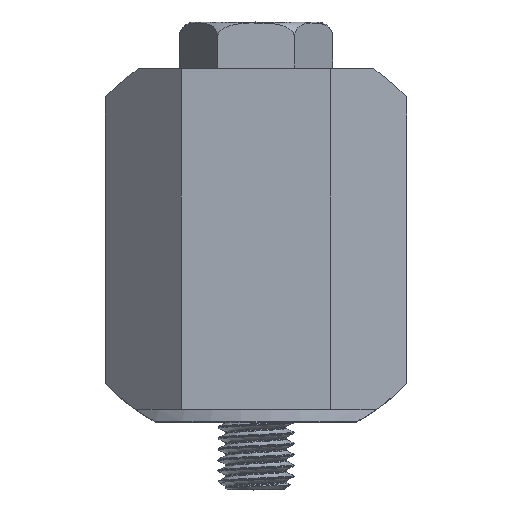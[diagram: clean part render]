
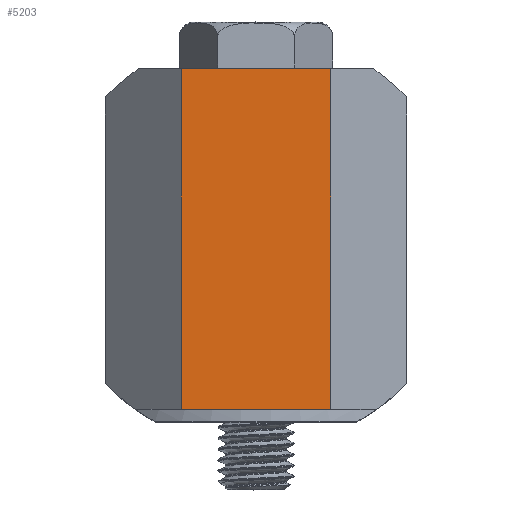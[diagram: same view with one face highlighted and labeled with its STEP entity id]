
A CAD part, top view. The second image highlights one B-rep face of the part: STEP entity #5203.
In plain terms, the highlighted planar face has unit normal (0, 0, 1).
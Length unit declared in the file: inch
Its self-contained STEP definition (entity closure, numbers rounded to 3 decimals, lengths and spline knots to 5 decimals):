
#359=LINE('',#7106,#599);
#570=LINE('',#13088,#810);
#571=LINE('',#13089,#811);
#572=LINE('',#13090,#812);
#599=VECTOR('',#5864,0.3937);
#810=VECTOR('',#6945,0.3937);
#811=VECTOR('',#6946,0.3937);
#812=VECTOR('',#6947,0.3937);
#975=PLANE('',#5789);
#1482=FACE_OUTER_BOUND('',#1995,.T.);
#1995=EDGE_LOOP('',(#4418,#4419,#4420,#4421));
#2269=VERTEX_POINT('',#7103);
#2270=VERTEX_POINT('',#7105);
#2679=VERTEX_POINT('',#13086);
#2680=VERTEX_POINT('',#13087);
#2737=EDGE_CURVE('',#2269,#2270,#359,.T.);
#3273=EDGE_CURVE('',#2679,#2680,#570,.T.);
#3274=EDGE_CURVE('',#2270,#2680,#571,.T.);
#3275=EDGE_CURVE('',#2679,#2269,#572,.T.);
#4418=ORIENTED_EDGE('',*,*,#3273,.T.);
#4419=ORIENTED_EDGE('',*,*,#3274,.F.);
#4420=ORIENTED_EDGE('',*,*,#2737,.F.);
#4421=ORIENTED_EDGE('',*,*,#3275,.F.);
#5203=ADVANCED_FACE('',(#1482),#975,.T.);
#5789=AXIS2_PLACEMENT_3D('',#13085,#6943,#6944);
#5864=DIRECTION('',(1.,0.,0.));
#6943=DIRECTION('center_axis',(0.,0.,1.));
#6944=DIRECTION('ref_axis',(1.,0.,0.));
#6945=DIRECTION('',(1.,0.,0.));
#6946=DIRECTION('',(0.,-1.,0.));
#6947=DIRECTION('',(0.,1.,0.));
#7103=CARTESIAN_POINT('',(-0.245,0.5801,0.669));
#7105=CARTESIAN_POINT('',(0.245,0.5801,0.669));
#7106=CARTESIAN_POINT('',(0.495,0.5801,0.669));
#13085=CARTESIAN_POINT('Origin',(-0.495,-0.5799,0.669));
#13086=CARTESIAN_POINT('',(-0.245,-0.5399,0.669));
#13087=CARTESIAN_POINT('',(0.245,-0.5399,0.669));
#13088=CARTESIAN_POINT('',(-0.2475,-0.5399,0.669));
#13089=CARTESIAN_POINT('',(0.245,-0.5799,0.669));
#13090=CARTESIAN_POINT('',(-0.245,-0.5799,0.669));
